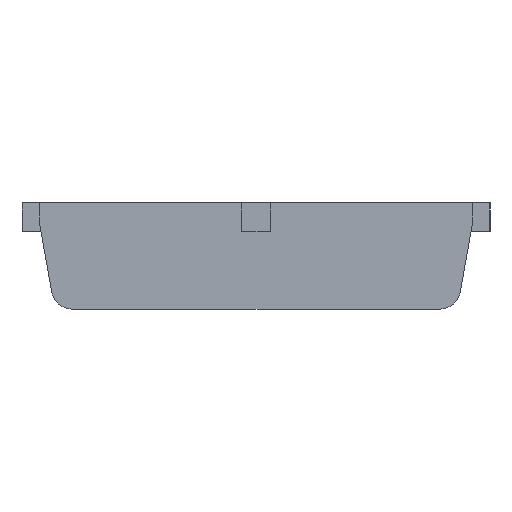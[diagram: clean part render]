
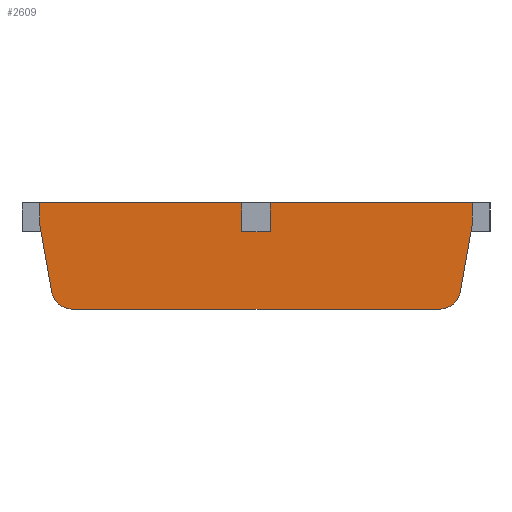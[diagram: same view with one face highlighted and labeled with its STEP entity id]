
A CAD part, left-side view. The second image highlights one B-rep face of the part: STEP entity #2609.
In plain terms, the highlighted planar face has unit normal (-1, 0, 0).
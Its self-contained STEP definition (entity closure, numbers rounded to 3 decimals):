
#87=PLANE('',#3250);
#158=CIRCLE('',#3251,0.15);
#159=CIRCLE('',#3252,0.15);
#241=LINE('',#4264,#539);
#258=LINE('',#4343,#556);
#259=LINE('',#4350,#557);
#310=LINE('',#4524,#608);
#324=LINE('',#4547,#622);
#327=LINE('',#4556,#625);
#328=LINE('',#4558,#626);
#331=LINE('',#4564,#629);
#332=LINE('',#4566,#630);
#333=LINE('',#4570,#631);
#539=VECTOR('',#3480,1000.);
#556=VECTOR('',#3515,1000.);
#557=VECTOR('',#3518,1000.);
#608=VECTOR('',#3613,1000.);
#622=VECTOR('',#3639,1000.);
#625=VECTOR('',#3652,1000.);
#626=VECTOR('',#3655,1000.);
#629=VECTOR('',#3660,1000.);
#630=VECTOR('',#3661,1000.);
#631=VECTOR('',#3664,1000.);
#1154=ORIENTED_EDGE('',*,*,#1639,.T.);
#1155=ORIENTED_EDGE('',*,*,#1667,.T.);
#1156=ORIENTED_EDGE('',*,*,#1749,.T.);
#1157=ORIENTED_EDGE('',*,*,#1753,.F.);
#1158=ORIENTED_EDGE('',*,*,#1754,.T.);
#1159=ORIENTED_EDGE('',*,*,#1755,.T.);
#1160=ORIENTED_EDGE('',*,*,#1756,.T.);
#1161=ORIENTED_EDGE('',*,*,#1757,.T.);
#1162=ORIENTED_EDGE('',*,*,#1750,.T.);
#1163=ORIENTED_EDGE('',*,*,#1732,.T.);
#1164=ORIENTED_EDGE('',*,*,#1746,.T.);
#1165=ORIENTED_EDGE('',*,*,#1665,.T.);
#1639=EDGE_CURVE('',#1990,#2001,#241,.T.);
#1665=EDGE_CURVE('',#2018,#1990,#258,.T.);
#1667=EDGE_CURVE('',#2001,#2019,#259,.T.);
#1732=EDGE_CURVE('',#2065,#2064,#310,.T.);
#1746=EDGE_CURVE('',#2064,#2018,#324,.T.);
#1749=EDGE_CURVE('',#2019,#2068,#327,.T.);
#1750=EDGE_CURVE('',#2069,#2065,#328,.T.);
#1753=EDGE_CURVE('',#2071,#2068,#331,.T.);
#1754=EDGE_CURVE('',#2071,#2072,#332,.T.);
#1755=EDGE_CURVE('',#2072,#2073,#158,.F.);
#1756=EDGE_CURVE('',#2073,#2074,#333,.T.);
#1757=EDGE_CURVE('',#2074,#2069,#159,.F.);
#1990=VERTEX_POINT('',#4236);
#2001=VERTEX_POINT('',#4263);
#2018=VERTEX_POINT('',#4342);
#2019=VERTEX_POINT('',#4349);
#2064=VERTEX_POINT('',#4523);
#2065=VERTEX_POINT('',#4525);
#2068=VERTEX_POINT('',#4555);
#2069=VERTEX_POINT('',#4559);
#2071=VERTEX_POINT('',#4565);
#2072=VERTEX_POINT('',#4567);
#2073=VERTEX_POINT('',#4569);
#2074=VERTEX_POINT('',#4571);
#2303=EDGE_LOOP('',(#1154,#1155,#1156,#1157,#1158,#1159,#1160,#1161,#1162,
#1163,#1164,#1165));
#2443=FACE_BOUND('',#2303,.T.);
#2609=ADVANCED_FACE('',(#2443),#87,.F.);
#3250=AXIS2_PLACEMENT_3D('',#4563,#3658,#3659);
#3251=AXIS2_PLACEMENT_3D('',#4568,#3662,#3663);
#3252=AXIS2_PLACEMENT_3D('',#4572,#3665,#3666);
#3480=DIRECTION('',(0.,1.,0.));
#3515=DIRECTION('',(0.,0.,-1.));
#3518=DIRECTION('',(0.,0.,1.));
#3613=DIRECTION('',(0.,0.,1.));
#3639=DIRECTION('',(0.,1.,0.));
#3652=DIRECTION('',(0.,1.,0.));
#3655=DIRECTION('',(0.,-0.174,0.985));
#3658=DIRECTION('',(1.,0.,0.));
#3659=DIRECTION('',(0.,0.,-1.));
#3660=DIRECTION('',(0.,0.,1.));
#3661=DIRECTION('',(0.,-0.174,-0.985));
#3662=DIRECTION('',(1.,0.,0.));
#3663=DIRECTION('',(0.,0.,-1.));
#3664=DIRECTION('',(0.,-1.,0.));
#3665=DIRECTION('',(1.,0.,0.));
#3666=DIRECTION('',(0.,0.,-1.));
#4236=CARTESIAN_POINT('',(-1.525,-0.1,-0.203));
#4263=CARTESIAN_POINT('',(-1.525,0.1,-0.203));
#4264=CARTESIAN_POINT('',(-1.525,-1.525,-0.203));
#4342=CARTESIAN_POINT('',(-1.525,-0.1,0.));
#4343=CARTESIAN_POINT('',(-1.525,-0.1,-1.134));
#4349=CARTESIAN_POINT('',(-1.525,0.1,0.));
#4350=CARTESIAN_POINT('',(-1.525,0.1,-1.134));
#4523=CARTESIAN_POINT('',(-1.525,-1.525,0.));
#4524=CARTESIAN_POINT('',(-1.525,-1.525,-1.134));
#4525=CARTESIAN_POINT('',(-1.525,-1.525,-0.15));
#4547=CARTESIAN_POINT('',(-1.525,-1.525,0.));
#4555=CARTESIAN_POINT('',(-1.525,1.525,0.));
#4556=CARTESIAN_POINT('',(-1.525,-1.525,0.));
#4558=CARTESIAN_POINT('',(-1.525,-1.357,-1.105));
#4559=CARTESIAN_POINT('',(-1.525,-1.441,-0.626));
#4563=CARTESIAN_POINT('',(-1.525,-1.525,-1.134));
#4564=CARTESIAN_POINT('',(-1.525,1.525,-1.134));
#4565=CARTESIAN_POINT('',(-1.525,1.525,-0.15));
#4566=CARTESIAN_POINT('',(-1.525,1.265,-1.626));
#4567=CARTESIAN_POINT('',(-1.525,1.441,-0.626));
#4568=CARTESIAN_POINT('',(-1.525,1.293,-0.6));
#4569=CARTESIAN_POINT('',(-1.525,1.293,-0.75));
#4570=CARTESIAN_POINT('',(-1.525,-1.525,-0.75));
#4571=CARTESIAN_POINT('',(-1.525,-1.293,-0.75));
#4572=CARTESIAN_POINT('',(-1.525,-1.293,-0.6));
